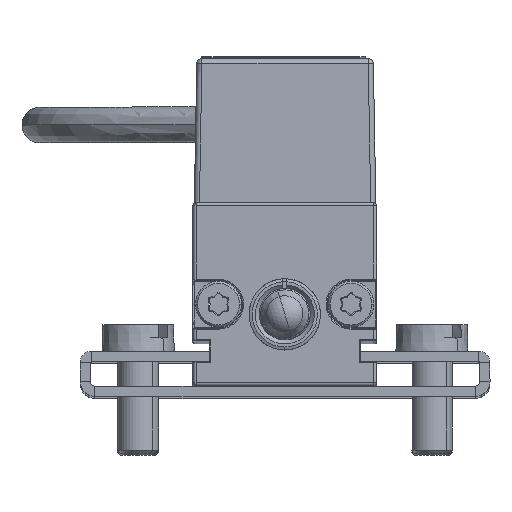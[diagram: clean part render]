
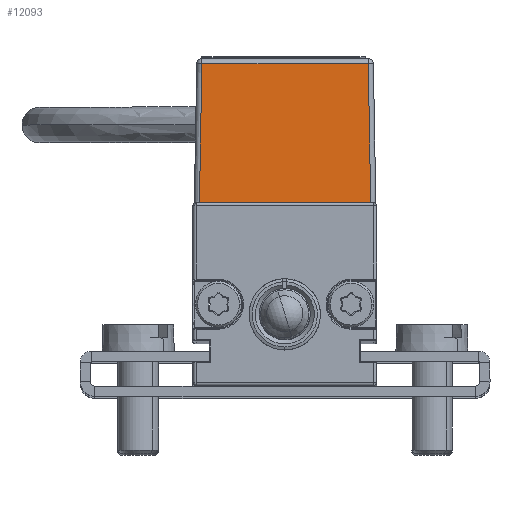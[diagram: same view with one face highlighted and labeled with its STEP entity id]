
A CAD part, top view. The second image highlights one B-rep face of the part: STEP entity #12093.
In plain terms, the highlighted planar face has unit normal (0, 0.018, 1).
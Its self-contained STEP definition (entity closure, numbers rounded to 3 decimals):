
#383 = CARTESIAN_POINT ( 'NONE',  ( 8.421, 18.302, 161.003 ) ) ;
#499 = DIRECTION ( 'NONE',  ( 0., -1., 0.017 ) ) ;
#968 = ORIENTED_EDGE ( 'NONE', *, *, #2774, .T. ) ;
#2347 = VERTEX_POINT ( 'NONE', #7237 ) ;
#2774 = EDGE_CURVE ( 'NONE', #19243, #22633, #2849, .T. ) ;
#2849 = LINE ( 'NONE', #12988, #22716 ) ;
#3854 = EDGE_LOOP ( 'NONE', ( #4054, #13401, #968, #24912 ) ) ;
#4054 = ORIENTED_EDGE ( 'NONE', *, *, #8820, .T. ) ;
#7237 = CARTESIAN_POINT ( 'NONE',  ( 8.426, 18., 161.009 ) ) ;
#8820 = EDGE_CURVE ( 'NONE', #2347, #10124, #20379, .T. ) ;
#9842 = LINE ( 'NONE', #19795, #14347 ) ;
#10124 = VERTEX_POINT ( 'NONE', #23742 ) ;
#11397 = LINE ( 'NONE', #24045, #20999 ) ;
#11947 = DIRECTION ( 'NONE',  ( -0.017, 1., -0.017 ) ) ;
#12050 = DIRECTION ( 'NONE',  ( 0., 0.017, 1. ) ) ;
#12093 = ADVANCED_FACE ( 'NONE', ( #22028 ), #19585, .T. ) ;
#12988 = CARTESIAN_POINT ( 'NONE',  ( -8.366, 17.991, 161.009 ) ) ;
#13339 = EDGE_CURVE ( 'NONE', #22633, #2347, #11397, .T. ) ;
#13401 = ORIENTED_EDGE ( 'NONE', *, *, #17456, .T. ) ;
#14113 = CARTESIAN_POINT ( 'NONE',  ( -8.129, 31.583, 160.771 ) ) ;
#14347 = VECTOR ( 'NONE', #23677, 1000. ) ;
#15252 = VECTOR ( 'NONE', #11947, 1000. ) ;
#16834 = DIRECTION ( 'NONE',  ( -0.017, -1., 0.017 ) ) ;
#17456 = EDGE_CURVE ( 'NONE', #10124, #19243, #9842, .T. ) ;
#19243 = VERTEX_POINT ( 'NONE', #14113 ) ;
#19585 = PLANE ( 'NONE',  #23963 ) ;
#19795 = CARTESIAN_POINT ( 'NONE',  ( -8.868, 31.583, 160.771 ) ) ;
#20379 = LINE ( 'NONE', #383, #15252 ) ;
#20999 = VECTOR ( 'NONE', #22163, 1000. ) ;
#22028 = FACE_OUTER_BOUND ( 'NONE', #3854, .T. ) ;
#22163 = DIRECTION ( 'NONE',  ( 1., 0., 0. ) ) ;
#22633 = VERTEX_POINT ( 'NONE', #23368 ) ;
#22716 = VECTOR ( 'NONE', #16834, 1000. ) ;
#23368 = CARTESIAN_POINT ( 'NONE',  ( -8.366, 18., 161.009 ) ) ;
#23553 = CARTESIAN_POINT ( 'NONE',  ( -8.868, 18., 161.009 ) ) ;
#23677 = DIRECTION ( 'NONE',  ( -1., 0., 0. ) ) ;
#23742 = CARTESIAN_POINT ( 'NONE',  ( 8.189, 31.583, 160.771 ) ) ;
#23963 = AXIS2_PLACEMENT_3D ( 'NONE', #23553, #12050, #499 ) ;
#24045 = CARTESIAN_POINT ( 'NONE',  ( -8.868, 18., 161.009 ) ) ;
#24912 = ORIENTED_EDGE ( 'NONE', *, *, #13339, .T. ) ;
